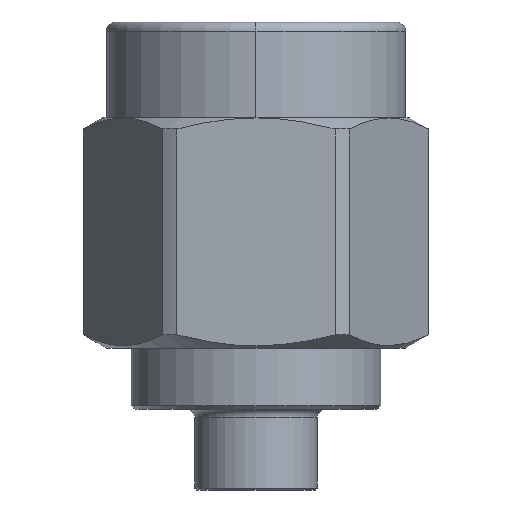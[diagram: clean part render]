
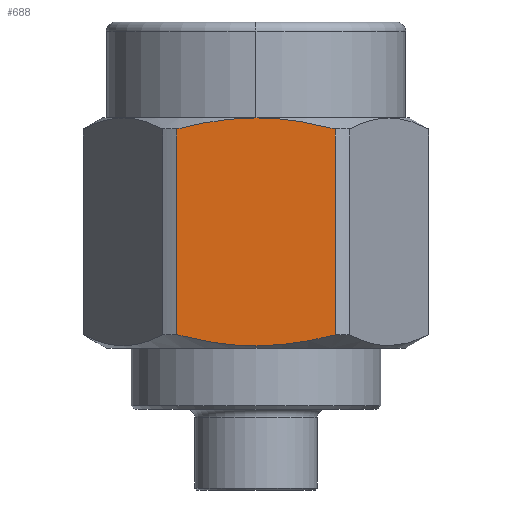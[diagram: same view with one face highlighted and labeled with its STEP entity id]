
A CAD part, left-side view. The second image highlights one B-rep face of the part: STEP entity #688.
In plain terms, the highlighted planar face has unit normal (-1, 0, 0).
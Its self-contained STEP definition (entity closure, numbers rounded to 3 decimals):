
#20 = AXIS2_PLACEMENT_3D ( 'NONE', #250, #745, #735 ) ;
#54 = CARTESIAN_POINT ( 'NONE',  ( -59.427, 13.279, 22.227 ) ) ;
#64 = VECTOR ( 'NONE', #471, 1000. ) ;
#98 = CARTESIAN_POINT ( 'NONE',  ( -59.427, 13.626, 16.284 ) ) ;
#110 = PLANE ( 'NONE',  #20 ) ;
#162 = CARTESIAN_POINT ( 'NONE',  ( -59.427, 13.279, 22.227 ) ) ;
#217 = VERTEX_POINT ( 'NONE', #2060 ) ;
#250 = CARTESIAN_POINT ( 'NONE',  ( -59.427, 15.341, 24.727 ) ) ;
#286 = CARTESIAN_POINT ( 'NONE',  ( -59.427, 13.977, 16.311 ) ) ;
#298 = B_SPLINE_CURVE_WITH_KNOTS ( 'NONE', 3,
 ( #814, #785, #570, #363, #375, #162 ),
 .UNSPECIFIED., .F., .F.,
 ( 4, 2, 4 ),
 ( 0.004, 0.005, 0.006 ),
 .UNSPECIFIED. ) ;
#363 = CARTESIAN_POINT ( 'NONE',  ( -59.427, 12.586, 22.2 ) ) ;
#375 = CARTESIAN_POINT ( 'NONE',  ( -59.427, 12.932, 22.227 ) ) ;
#376 = B_SPLINE_CURVE_WITH_KNOTS ( 'NONE', 3,
 ( #1056, #1445, #2141, #2092, #1666, #1461 ),
 .UNSPECIFIED., .F., .F.,
 ( 4, 2, 4 ),
 ( 0.004, 0.005, 0.006 ),
 .UNSPECIFIED. ) ;
#418 = CARTESIAN_POINT ( 'NONE',  ( -59.427, 11.217, 16.573 ) ) ;
#459 = EDGE_CURVE ( 'NONE', #2042, #1264, #376, .T. ) ;
#471 = DIRECTION ( 'NONE',  ( 0., 0., -1. ) ) ;
#502 = CARTESIAN_POINT ( 'NONE',  ( -59.427, 14.667, 16.412 ) ) ;
#514 = B_SPLINE_CURVE_WITH_KNOTS ( 'NONE', 3,
 ( #1420, #560, #1437, #1227, #979, #1855 ),
 .UNSPECIFIED., .F., .F.,
 ( 4, 2, 4 ),
 ( 0.006, 0.007, 0.008 ),
 .UNSPECIFIED. ) ;
#560 = CARTESIAN_POINT ( 'NONE',  ( -59.427, 13.626, 22.227 ) ) ;
#570 = CARTESIAN_POINT ( 'NONE',  ( -59.427, 11.898, 22.101 ) ) ;
#572 = VECTOR ( 'NONE', #1563, 1000. ) ;
#609 = CARTESIAN_POINT ( 'NONE',  ( -59.427, 15.341, 21.938 ) ) ;
#634 = CARTESIAN_POINT ( 'NONE',  ( -59.427, 11.217, 24.727 ) ) ;
#688 = ADVANCED_FACE ( 'NONE', ( #885 ), #110, .F. ) ;
#716 = CARTESIAN_POINT ( 'NONE',  ( -59.427, 15.341, 24.727 ) ) ;
#724 = CARTESIAN_POINT ( 'NONE',  ( -59.427, 13.279, 16.284 ) ) ;
#735 = DIRECTION ( 'NONE',  ( 0., 0., -1. ) ) ;
#745 = DIRECTION ( 'NONE',  ( 1., 0., 0. ) ) ;
#772 = EDGE_CURVE ( 'NONE', #1063, #1749, #514, .T. ) ;
#785 = CARTESIAN_POINT ( 'NONE',  ( -59.427, 11.554, 22.027 ) ) ;
#814 = CARTESIAN_POINT ( 'NONE',  ( -59.427, 11.217, 21.938 ) ) ;
#865 = EDGE_CURVE ( 'NONE', #1918, #1063, #298, .T. ) ;
#885 = FACE_OUTER_BOUND ( 'NONE', #1083, .T. ) ;
#945 = ORIENTED_EDGE ( 'NONE', *, *, #1532, .T. ) ;
#963 = EDGE_CURVE ( 'NONE', #1918, #1264, #1112, .T. ) ;
#979 = CARTESIAN_POINT ( 'NONE',  ( -59.427, 15.006, 22.026 ) ) ;
#1001 = ORIENTED_EDGE ( 'NONE', *, *, #2596, .T. ) ;
#1056 = CARTESIAN_POINT ( 'NONE',  ( -59.427, 13.279, 16.284 ) ) ;
#1063 = VERTEX_POINT ( 'NONE', #54 ) ;
#1083 = EDGE_LOOP ( 'NONE', ( #2513, #1284, #1471, #945, #1001, #1857 ) ) ;
#1112 = LINE ( 'NONE', #634, #64 ) ;
#1227 = CARTESIAN_POINT ( 'NONE',  ( -59.427, 14.667, 22.099 ) ) ;
#1264 = VERTEX_POINT ( 'NONE', #418 ) ;
#1284 = ORIENTED_EDGE ( 'NONE', *, *, #865, .T. ) ;
#1420 = CARTESIAN_POINT ( 'NONE',  ( -59.427, 13.279, 22.227 ) ) ;
#1437 = CARTESIAN_POINT ( 'NONE',  ( -59.427, 13.977, 22.2 ) ) ;
#1445 = CARTESIAN_POINT ( 'NONE',  ( -59.427, 12.932, 16.284 ) ) ;
#1461 = CARTESIAN_POINT ( 'NONE',  ( -59.427, 11.217, 16.573 ) ) ;
#1471 = ORIENTED_EDGE ( 'NONE', *, *, #772, .T. ) ;
#1532 = EDGE_CURVE ( 'NONE', #1749, #217, #2633, .T. ) ;
#1563 = DIRECTION ( 'NONE',  ( 0., 0., -1. ) ) ;
#1666 = CARTESIAN_POINT ( 'NONE',  ( -59.427, 11.554, 16.484 ) ) ;
#1749 = VERTEX_POINT ( 'NONE', #609 ) ;
#1855 = CARTESIAN_POINT ( 'NONE',  ( -59.427, 15.341, 21.938 ) ) ;
#1857 = ORIENTED_EDGE ( 'NONE', *, *, #459, .T. ) ;
#1918 = VERTEX_POINT ( 'NONE', #1983 ) ;
#1982 = CARTESIAN_POINT ( 'NONE',  ( -59.427, 15.006, 16.485 ) ) ;
#1983 = CARTESIAN_POINT ( 'NONE',  ( -59.427, 11.217, 21.938 ) ) ;
#2042 = VERTEX_POINT ( 'NONE', #2601 ) ;
#2060 = CARTESIAN_POINT ( 'NONE',  ( -59.427, 15.341, 16.573 ) ) ;
#2092 = CARTESIAN_POINT ( 'NONE',  ( -59.427, 11.898, 16.411 ) ) ;
#2141 = CARTESIAN_POINT ( 'NONE',  ( -59.427, 12.587, 16.311 ) ) ;
#2428 = B_SPLINE_CURVE_WITH_KNOTS ( 'NONE', 3,
 ( #2629, #1982, #502, #286, #98, #724 ),
 .UNSPECIFIED., .F., .F.,
 ( 4, 2, 4 ),
 ( 0.002, 0.003, 0.004 ),
 .UNSPECIFIED. ) ;
#2513 = ORIENTED_EDGE ( 'NONE', *, *, #963, .F. ) ;
#2596 = EDGE_CURVE ( 'NONE', #217, #2042, #2428, .T. ) ;
#2601 = CARTESIAN_POINT ( 'NONE',  ( -59.427, 13.279, 16.284 ) ) ;
#2629 = CARTESIAN_POINT ( 'NONE',  ( -59.427, 15.341, 16.573 ) ) ;
#2633 = LINE ( 'NONE', #716, #572 ) ;
